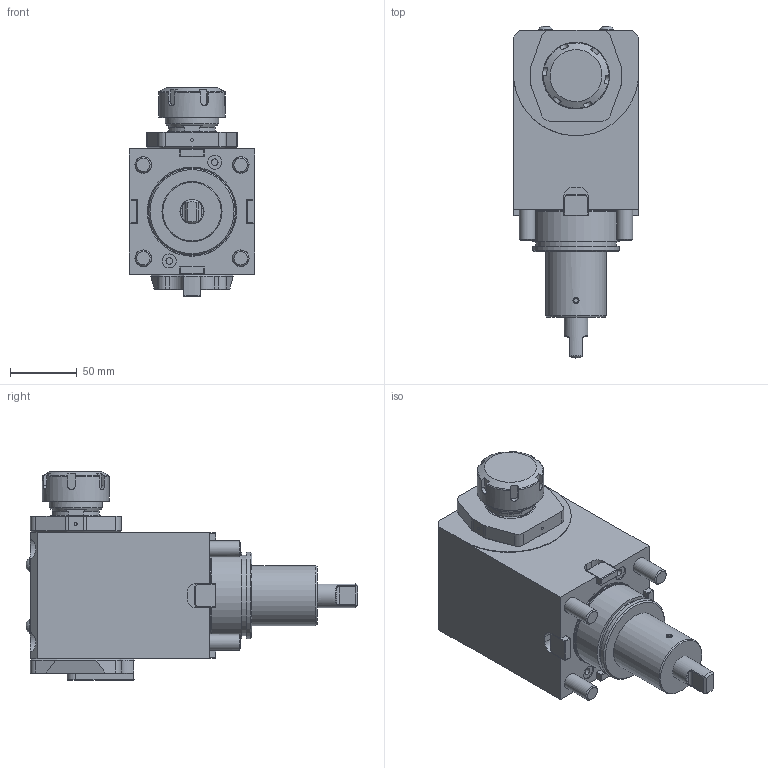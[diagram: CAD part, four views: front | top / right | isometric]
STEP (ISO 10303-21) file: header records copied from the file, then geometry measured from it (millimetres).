
FILE_DESCRIPTION (( 'STEP AP214' ), '1' );
FILE_NAME ('RRPPR32331UT65-1.STEP', '2025-09-25T08:24:47', ( '' ), ( '' ), 'SwSTEP 2.0', 'SolidWorks 2023', '' );
FILE_SCHEMA (( 'AUTOMOTIVE_DESIGN' ));
Length unit declared in the file: millimetre
Products named in the file (1): RRPPR32331UT65-1
Bounding box: 94 x 248.9 x 156.41 mm (x, y, z)
Volume: 1522076.2 mm3; surface area: 125749.9 mm2
Topology: 1 solids, 12 shells, 799 faces, 2061 edges, 1337 vertices
Faces by surface type: plane 486, cylinder 135, bspline 108, cone 44, torus 22, sphere 4
Full cylindrical faces by diameter (mm): 1.7 x1, 2.1 x1, 3.3 x1, 4.5 x1, 5 x2, 5.5 x1, 6.366 x1, 10.5 x4, 12 x8, 12.5 x8, 13 x1, 18 x5, 19 x4, 25 x2, 26 x1, 35 x1, 40 x1, 45 x1, 50 x1, 58 x1, 59.966 x2, 60.2 x2, 60.3 x1, 64.6 x1, 65 x2
Entity records: 33851 total; most frequent: CARTESIAN_POINT 12004, ORIENTED_EDGE 3880, DIRECTION 3315, EDGE_CURVE 1940, VERTEX_POINT 1297, LINE 1263, VECTOR 1263, AXIS2_PLACEMENT_3D 1026
